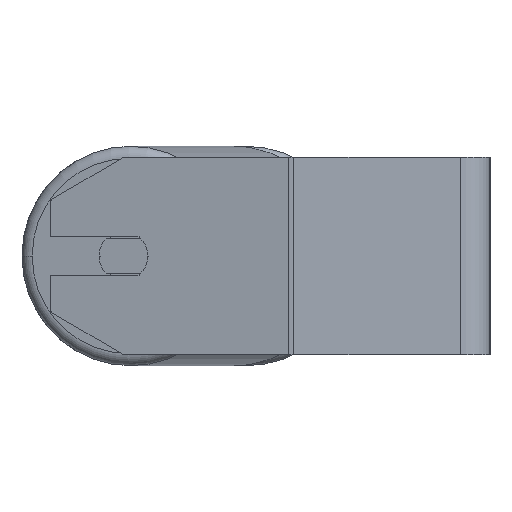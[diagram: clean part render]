
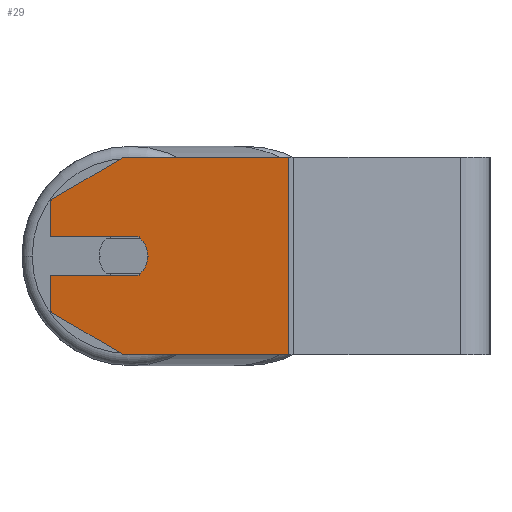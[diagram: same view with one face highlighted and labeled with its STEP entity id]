
A CAD part, left-side view. The second image highlights one B-rep face of the part: STEP entity #29.
In plain terms, the highlighted planar face has unit normal (-0.985, 0.174, 0).
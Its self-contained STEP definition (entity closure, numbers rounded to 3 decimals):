
#29 = ADVANCED_FACE ( 'NONE', ( #2800 ), #5450, .F. ) ;
#47 = LINE ( 'NONE', #5308, #6175 ) ;
#300 = VECTOR ( 'NONE', #4136, 1000. ) ;
#410 = EDGE_CURVE ( 'NONE', #4064, #7381, #47, .T. ) ;
#462 = CIRCLE ( 'NONE', #8086, 10. ) ;
#497 = DIRECTION ( 'NONE',  ( -0.985, 0.174, 0. ) ) ;
#644 = ORIENTED_EDGE ( 'NONE', *, *, #2417, .T. ) ;
#774 = EDGE_CURVE ( 'NONE', #4064, #5777, #2398, .T. ) ;
#1088 = LINE ( 'NONE', #5064, #4274 ) ;
#1203 = EDGE_CURVE ( 'NONE', #7972, #8220, #4039, .T. ) ;
#1298 = VERTEX_POINT ( 'NONE', #2911 ) ;
#1310 = DIRECTION ( 'NONE',  ( -0.174, -0.985, 0. ) ) ;
#1760 = ORIENTED_EDGE ( 'NONE', *, *, #7782, .F. ) ;
#1807 = VERTEX_POINT ( 'NONE', #5924 ) ;
#2087 = DIRECTION ( 'NONE',  ( 0.985, -0.174, 0. ) ) ;
#2150 = ORIENTED_EDGE ( 'NONE', *, *, #1203, .T. ) ;
#2203 = LINE ( 'NONE', #5511, #300 ) ;
#2286 = ORIENTED_EDGE ( 'NONE', *, *, #5431, .T. ) ;
#2398 = LINE ( 'NONE', #3061, #8175 ) ;
#2417 = EDGE_CURVE ( 'NONE', #5777, #8656, #4264, .T. ) ;
#2540 = CARTESIAN_POINT ( 'NONE',  ( -418.001, 148.656, 0. ) ) ;
#2743 = CARTESIAN_POINT ( 'NONE',  ( -418.001, 148.656, -40. ) ) ;
#2800 = FACE_OUTER_BOUND ( 'NONE', #6208, .T. ) ;
#2911 = CARTESIAN_POINT ( 'NONE',  ( -412.792, 178.2, -22.679 ) ) ;
#3061 = CARTESIAN_POINT ( 'NONE',  ( -412.792, 178.2, 22.679 ) ) ;
#3207 = CARTESIAN_POINT ( 'NONE',  ( -418.001, 148.656, 40. ) ) ;
#3332 = DIRECTION ( 'NONE',  ( 0., 0., -1. ) ) ;
#3394 = DIRECTION ( 'NONE',  ( -0.15, -0.853, -0.5 ) ) ;
#3402 = VECTOR ( 'NONE', #3394, 1000. ) ;
#3413 = CARTESIAN_POINT ( 'NONE',  ( -419.043, 142.747, -8. ) ) ;
#3563 = DIRECTION ( 'NONE',  ( 0., 0., -1. ) ) ;
#3689 = ORIENTED_EDGE ( 'NONE', *, *, #774, .T. ) ;
#4029 = CARTESIAN_POINT ( 'NONE',  ( -412.792, 178.2, 40. ) ) ;
#4039 = LINE ( 'NONE', #4702, #4495 ) ;
#4055 = DIRECTION ( 'NONE',  ( -0.174, -0.985, 0. ) ) ;
#4064 = VERTEX_POINT ( 'NONE', #3207 ) ;
#4136 = DIRECTION ( 'NONE',  ( 0., 0., -1. ) ) ;
#4264 = LINE ( 'NONE', #5599, #5343 ) ;
#4274 = VECTOR ( 'NONE', #8479, 1000. ) ;
#4430 = AXIS2_PLACEMENT_3D ( 'NONE', #2540, #497, #8641 ) ;
#4495 = VECTOR ( 'NONE', #1310, 1000. ) ;
#4600 = CARTESIAN_POINT ( 'NONE',  ( -412.792, 178.2, 40. ) ) ;
#4603 = EDGE_CURVE ( 'NONE', #7381, #8220, #2203, .T. ) ;
#4702 = CARTESIAN_POINT ( 'NONE',  ( -412.792, 178.2, -40. ) ) ;
#4774 = DIRECTION ( 'NONE',  ( 0.174, 0.985, 0. ) ) ;
#4783 = CARTESIAN_POINT ( 'NONE',  ( -418.001, 148.656, 0. ) ) ;
#4786 = LINE ( 'NONE', #7543, #6951 ) ;
#4809 = ORIENTED_EDGE ( 'NONE', *, *, #4603, .F. ) ;
#4875 = EDGE_CURVE ( 'NONE', #8440, #5631, #462, .T. ) ;
#5004 = ORIENTED_EDGE ( 'NONE', *, *, #4875, .F. ) ;
#5051 = AXIS2_PLACEMENT_3D ( 'NONE', #4029, #2087, #4774 ) ;
#5064 = CARTESIAN_POINT ( 'NONE',  ( -419.043, 142.747, 8. ) ) ;
#5308 = CARTESIAN_POINT ( 'NONE',  ( -412.792, 178.2, 40. ) ) ;
#5343 = VECTOR ( 'NONE', #3563, 1000. ) ;
#5378 = DIRECTION ( 'NONE',  ( 0.15, 0.853, -0.5 ) ) ;
#5431 = EDGE_CURVE ( 'NONE', #1298, #7972, #7419, .T. ) ;
#5450 = PLANE ( 'NONE',  #5051 ) ;
#5511 = CARTESIAN_POINT ( 'NONE',  ( -429.818, 81.643, 40. ) ) ;
#5540 = CARTESIAN_POINT ( 'NONE',  ( -412.792, 178.2, 8. ) ) ;
#5554 = CARTESIAN_POINT ( 'NONE',  ( -429.818, 81.643, -40. ) ) ;
#5599 = CARTESIAN_POINT ( 'NONE',  ( -412.792, 178.2, 40. ) ) ;
#5631 = VERTEX_POINT ( 'NONE', #8226 ) ;
#5777 = VERTEX_POINT ( 'NONE', #8070 ) ;
#5870 = ORIENTED_EDGE ( 'NONE', *, *, #8339, .F. ) ;
#5924 = CARTESIAN_POINT ( 'NONE',  ( -412.792, 178.2, -8. ) ) ;
#5936 = EDGE_CURVE ( 'NONE', #1807, #8440, #4786, .T. ) ;
#6071 = DIRECTION ( 'NONE',  ( -0.174, -0.985, 0. ) ) ;
#6175 = VECTOR ( 'NONE', #4055, 1000. ) ;
#6208 = EDGE_LOOP ( 'NONE', ( #5004, #6943, #8045, #2286, #2150, #4809, #8500, #3689, #644, #5870, #1760 ) ) ;
#6379 = VERTEX_POINT ( 'NONE', #6425 ) ;
#6425 = CARTESIAN_POINT ( 'NONE',  ( -419.043, 142.747, 8. ) ) ;
#6731 = CARTESIAN_POINT ( 'NONE',  ( -429.818, 81.643, 40. ) ) ;
#6943 = ORIENTED_EDGE ( 'NONE', *, *, #5936, .F. ) ;
#6951 = VECTOR ( 'NONE', #8253, 1000. ) ;
#6964 = VECTOR ( 'NONE', #3332, 1000. ) ;
#7270 = CIRCLE ( 'NONE', #4430, 10. ) ;
#7381 = VERTEX_POINT ( 'NONE', #6731 ) ;
#7419 = LINE ( 'NONE', #2743, #3402 ) ;
#7543 = CARTESIAN_POINT ( 'NONE',  ( -419.043, 142.747, -8. ) ) ;
#7782 = EDGE_CURVE ( 'NONE', #5631, #6379, #7270, .T. ) ;
#7972 = VERTEX_POINT ( 'NONE', #8489 ) ;
#7983 = LINE ( 'NONE', #4600, #6964 ) ;
#8045 = ORIENTED_EDGE ( 'NONE', *, *, #8507, .T. ) ;
#8070 = CARTESIAN_POINT ( 'NONE',  ( -412.792, 178.2, 22.679 ) ) ;
#8086 = AXIS2_PLACEMENT_3D ( 'NONE', #4783, #8205, #6071 ) ;
#8175 = VECTOR ( 'NONE', #5378, 1000. ) ;
#8205 = DIRECTION ( 'NONE',  ( -0.985, 0.174, 0. ) ) ;
#8220 = VERTEX_POINT ( 'NONE', #5554 ) ;
#8226 = CARTESIAN_POINT ( 'NONE',  ( -419.738, 138.808, 0. ) ) ;
#8253 = DIRECTION ( 'NONE',  ( -0.174, -0.985, 0. ) ) ;
#8339 = EDGE_CURVE ( 'NONE', #6379, #8656, #1088, .T. ) ;
#8440 = VERTEX_POINT ( 'NONE', #3413 ) ;
#8479 = DIRECTION ( 'NONE',  ( 0.174, 0.985, 0. ) ) ;
#8489 = CARTESIAN_POINT ( 'NONE',  ( -418.001, 148.656, -40. ) ) ;
#8500 = ORIENTED_EDGE ( 'NONE', *, *, #410, .F. ) ;
#8507 = EDGE_CURVE ( 'NONE', #1807, #1298, #7983, .T. ) ;
#8641 = DIRECTION ( 'NONE',  ( -0.174, -0.985, 0. ) ) ;
#8656 = VERTEX_POINT ( 'NONE', #5540 ) ;
